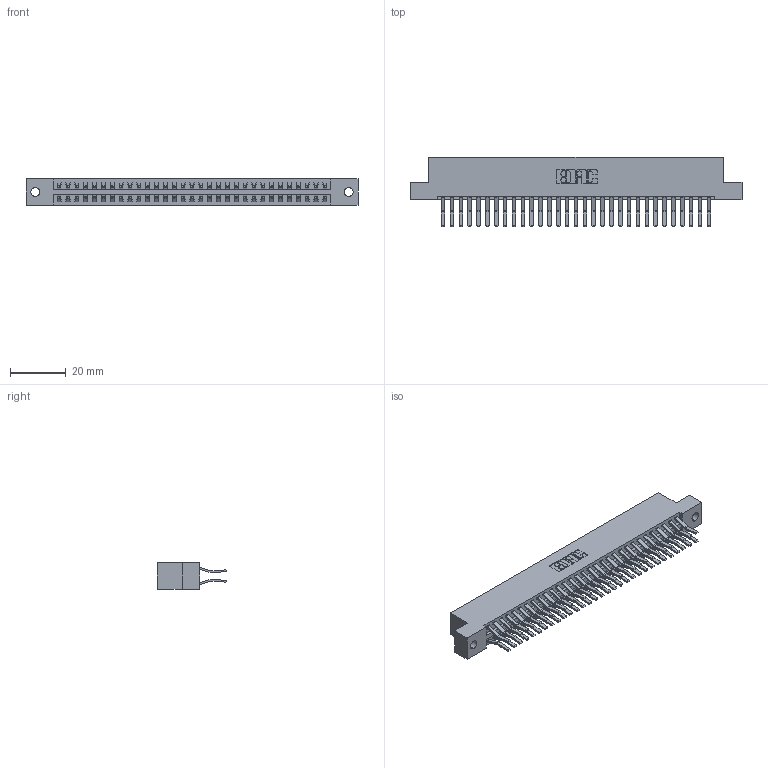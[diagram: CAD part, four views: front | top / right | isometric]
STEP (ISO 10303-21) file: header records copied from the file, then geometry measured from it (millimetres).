
FILE_DESCRIPTION (( 'STEP AP203' ), '1' );
FILE_NAME ('346-062-560-202.STEP', '2018-08-28T08:11:36', ( '' ), ( '' ), 'SwSTEP 2.0', 'SolidWorks 2016', '' );
FILE_SCHEMA (( 'CONFIG_CONTROL_DESIGN' ));
Length unit declared in the file: inch
Products named in the file (3): 346 Part_Flush Mounting Lugs - 0.128 Dia; 345-292-001_560 Tail; 346-062-560-202
Assembly tree (63 placements, depth 2):
  346-062-560-202
    346 Part_Flush Mounting Lugs - 0.128 Dia
    345-292-001_560 Tail  x62
Bounding box: 119 x 24.78 x 9.4 mm (x, y, z)
Volume: 11888.1 mm3; surface area: 16983.1 mm2
Topology: 63 solids, 63 shells, 3470 faces, 10311 edges, 6790 vertices
Faces by surface type: plane 2246, cylinder 1224
Entity records: 21803 total; most frequent: CARTESIAN_POINT 3608, ORIENTED_EDGE 3542, DIRECTION 3235, EDGE_CURVE 1771, VECTOR 1511, LINE 1511, VERTEX_POINT 1178, AXIS2_PLACEMENT_3D 862
